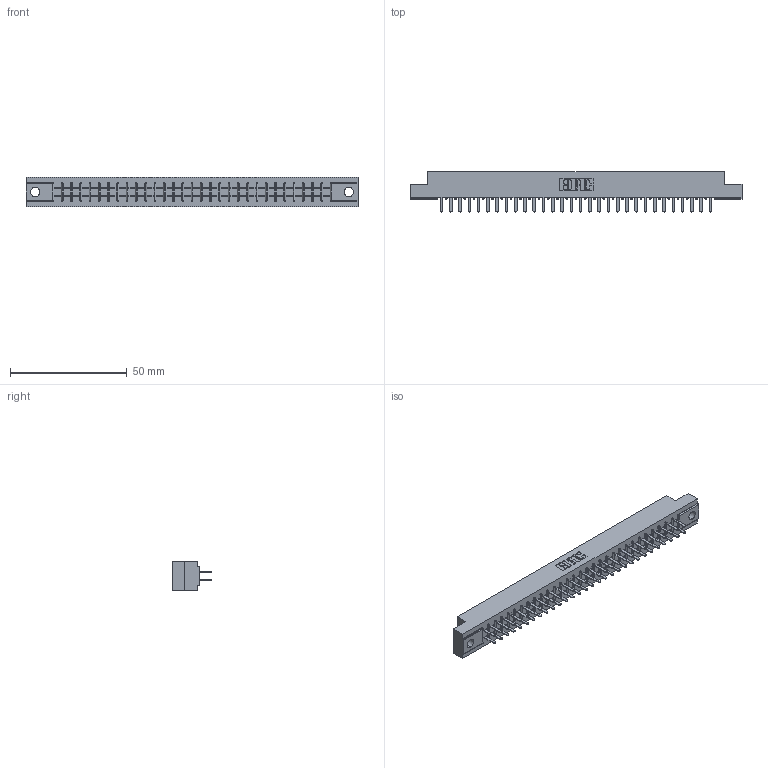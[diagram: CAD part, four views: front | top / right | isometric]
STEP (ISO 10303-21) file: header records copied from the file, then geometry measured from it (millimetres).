
FILE_DESCRIPTION (( 'STEP AP203' ), '1' );
FILE_NAME ('355-060-520-504.STEP', '2019-09-12T13:48:04', ( '' ), ( '' ), 'SwSTEP 2.0', 'SolidWorks 2016', '' );
FILE_SCHEMA (( 'CONFIG_CONTROL_DESIGN' ));
Length unit declared in the file: inch
Products named in the file (3): 305-290-001_520; 305 Part_.156 Dia; 355-060-520-504
Assembly tree (61 placements, depth 2):
  355-060-520-504
    305 Part_.156 Dia
    305-290-001_520  x60
Bounding box: 141.88 x 17.09 x 12.7 mm (x, y, z)
Volume: 14203.2 mm3; surface area: 18346.2 mm2
Topology: 61 solids, 61 shells, 2890 faces, 8242 edges, 5332 vertices
Faces by surface type: plane 1702, cylinder 1068, sphere 120
Entity records: 34241 total; most frequent: CARTESIAN_POINT 5670, ORIENTED_EDGE 5624, DIRECTION 5486, EDGE_CURVE 2812, VECTOR 2270, LINE 2270, VERTEX_POINT 1792, AXIS2_PLACEMENT_3D 1608
